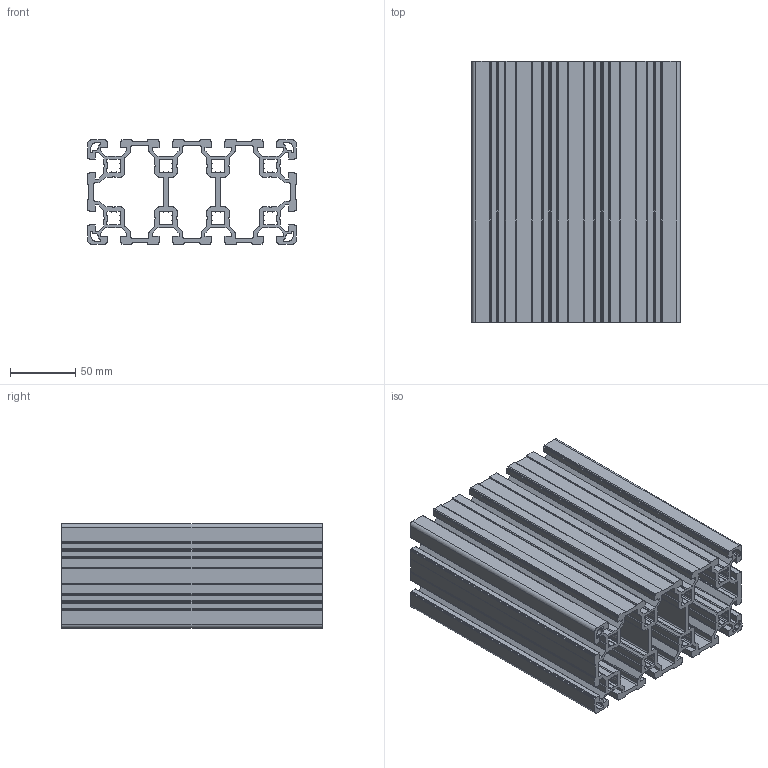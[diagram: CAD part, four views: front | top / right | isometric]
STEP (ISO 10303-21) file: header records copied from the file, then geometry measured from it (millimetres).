
FILE_DESCRIPTION (( 'STEP AP203' ), '1' );
FILE_NAME ('411993127_c_1.STEP', '2022-10-24T01:47:53', ( '' ), ( '' ), 'SwSTEP 2.0', 'SolidWorks 2014', '' );
FILE_SCHEMA (( 'CONFIG_CONTROL_DESIGN' ));
Length unit declared in the file: millimetre
Products named in the file (1): 411993127_c_1
Bounding box: 160 x 200 x 80 mm (x, y, z)
Volume: 683516 mm3; surface area: 420498 mm2
Topology: 1 solids, 1 shells, 1050 faces, 3144 edges, 2096 vertices
Faces by surface type: plane 530, cylinder 520
Entity records: 35785 total; most frequent: CARTESIAN_POINT 6291, ORIENTED_EDGE 6288, DIRECTION 6286, EDGE_CURVE 3144, VECTOR 2104, LINE 2104, VERTEX_POINT 2096, AXIS2_PLACEMENT_3D 2091
